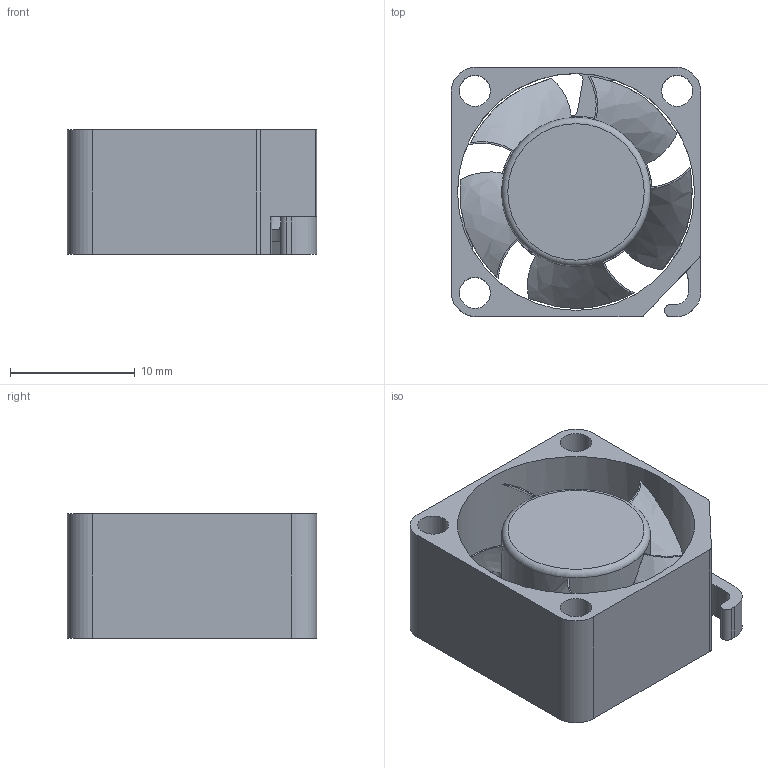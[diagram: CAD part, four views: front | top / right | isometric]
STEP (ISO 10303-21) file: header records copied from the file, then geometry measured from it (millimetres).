
FILE_DESCRIPTION(('STEP AP203'), '1');
FILE_NAME('DC Fan 20x20x10', '2019-07-24T19:33:00', (''), (''), 'ASCON STEP Converter 1.6', 'ASCON Math Kernel', '');
FILE_SCHEMA(('CONFIG_CONTROL_DESIGN'));
Length unit declared in the file: millimetre
Bounding box: 20 x 20 x 10 mm (x, y, z)
Volume: 1989.8 mm3; surface area: 2759.8 mm2
Topology: 1 solids, 1 shells, 81 faces, 238 edges, 156 vertices
Faces by surface type: plane 38, cylinder 27, bspline 15, torus 1
Full cylindrical faces by diameter (mm): 2.5 x3, 11.94 x1, 12.2 x1, 19 x1
Entity records: 3724 total; most frequent: CARTESIAN_POINT 1678, ORIENTED_EDGE 456, DIRECTION 369, EDGE_CURVE 228, VERTEX_POINT 154, AXIS2_PLACEMENT_3D 146, EDGE_LOOP 96, FACE_BOUND 89
